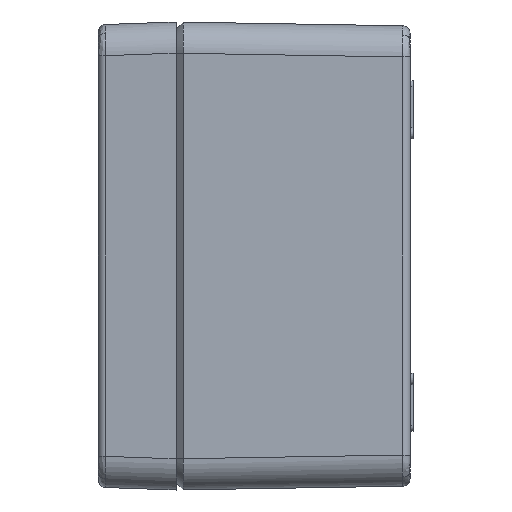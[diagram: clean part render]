
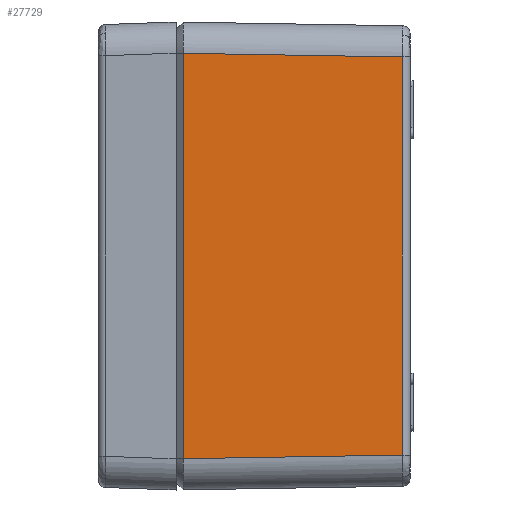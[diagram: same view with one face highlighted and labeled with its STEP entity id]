
A CAD part, left-side view. The second image highlights one B-rep face of the part: STEP entity #27729.
In plain terms, the highlighted planar face has unit normal (-1, -0.017, 0).
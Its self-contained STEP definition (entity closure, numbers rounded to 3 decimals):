
#1333 = ORIENTED_EDGE ( 'NONE', *, *, #2651, .T. ) ;
#1334 = ORIENTED_EDGE ( 'NONE', *, *, #2648, .T. ) ;
#1335 = ORIENTED_EDGE ( 'NONE', *, *, #2650, .T. ) ;
#1336 = ORIENTED_EDGE ( 'NONE', *, *, #2652, .T. ) ;
#2345 = EDGE_LOOP ( 'NONE', ( #1334, #1335, #1333, #1336 ) ) ;
#2648 = EDGE_CURVE ( 'NONE', #6077, #25544, #25790, .T. ) ;
#2650 = EDGE_CURVE ( 'NONE', #25544, #25545, #25791, .T. ) ;
#2651 = EDGE_CURVE ( 'NONE', #25545, #25546, #25792, .T. ) ;
#2652 = EDGE_CURVE ( 'NONE', #25546, #6077, #25793, .T. ) ;
#6077 = VERTEX_POINT ( 'NONE', #8194 ) ;
#8194 = CARTESIAN_POINT ( 'NONE',  ( -179.033, -58.033, 51.034 ) ) ;
#12531 = VECTOR ( 'NONE', #24977, 1000. ) ;
#12532 = VECTOR ( 'NONE', #24983, 1000. ) ;
#12533 = VECTOR ( 'NONE', #24985, 1000. ) ;
#12534 = VECTOR ( 'NONE', #24987, 1000. ) ;
#15425 = CARTESIAN_POINT ( 'NONE',  ( -179.97, -1.8, 51.971 ) ) ;
#15426 = CARTESIAN_POINT ( 'NONE',  ( -179.97, -1.8, -51.971 ) ) ;
#15427 = CARTESIAN_POINT ( 'NONE',  ( -179.033, -58.033, -51.034 ) ) ;
#22274 = PLANE ( 'NONE',  #28212 ) ;
#22275 = CARTESIAN_POINT ( 'NONE',  ( -180., 0., -60. ) ) ;
#22276 = DIRECTION ( 'NONE',  ( -1., -0.017, 0. ) ) ;
#22277 = DIRECTION ( 'NONE',  ( 0.017, -1., 0. ) ) ;
#22955 = FACE_OUTER_BOUND ( 'NONE', #2345, .T. ) ;
#24976 = CARTESIAN_POINT ( 'NONE',  ( -179.969, -1.866, 51.97 ) ) ;
#24977 = DIRECTION ( 'NONE',  ( -0.017, 1., 0.017 ) ) ;
#24982 = CARTESIAN_POINT ( 'NONE',  ( -179.97, -1.8, -60. ) ) ;
#24983 = DIRECTION ( 'NONE',  ( 0., 0., -1. ) ) ;
#24984 = CARTESIAN_POINT ( 'NONE',  ( -180.002, 0.133, -52.003 ) ) ;
#24985 = DIRECTION ( 'NONE',  ( 0.017, -1., 0.017 ) ) ;
#24986 = CARTESIAN_POINT ( 'NONE',  ( -179.033, -58.033, 51.001 ) ) ;
#24987 = DIRECTION ( 'NONE',  ( 0., 0., 1. ) ) ;
#25544 = VERTEX_POINT ( 'NONE', #15425 ) ;
#25545 = VERTEX_POINT ( 'NONE', #15426 ) ;
#25546 = VERTEX_POINT ( 'NONE', #15427 ) ;
#25790 = LINE ( 'NONE', #24976, #12531 ) ;
#25791 = LINE ( 'NONE', #24982, #12532 ) ;
#25792 = LINE ( 'NONE', #24984, #12533 ) ;
#25793 = LINE ( 'NONE', #24986, #12534 ) ;
#27729 = ADVANCED_FACE ( 'NONE', ( #22955 ), #22274, .T. ) ;
#28212 = AXIS2_PLACEMENT_3D ( 'NONE', #22275, #22276, #22277 ) ;
